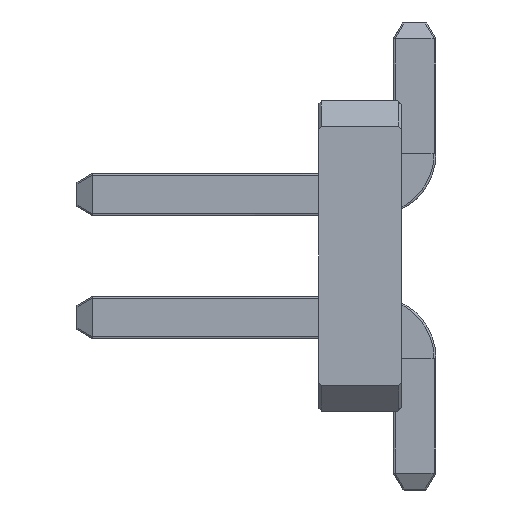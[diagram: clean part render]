
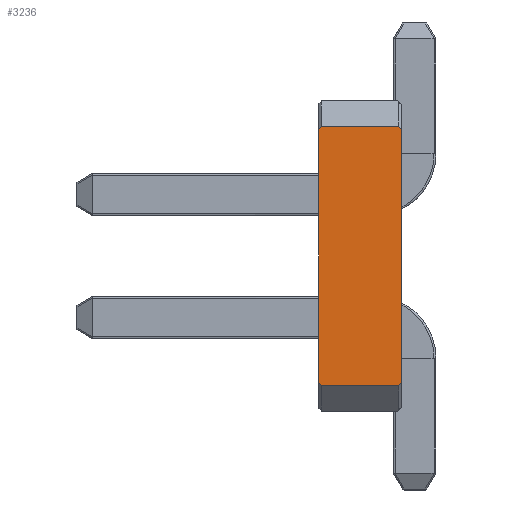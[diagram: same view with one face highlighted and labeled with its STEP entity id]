
A CAD part, left-side view. The second image highlights one B-rep face of the part: STEP entity #3236.
In plain terms, the highlighted planar face has unit normal (-1, 0, 0).
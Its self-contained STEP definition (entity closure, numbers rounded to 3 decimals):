
#18 = FACE_OUTER_BOUND ( 'NONE', #829, .T. ) ;
#34 = DIRECTION ( 'NONE',  ( 0., 0.577, -0.816 ) ) ;
#48 = CARTESIAN_POINT ( 'NONE',  ( -0.635, 0., -1.34 ) ) ;
#61 = VERTEX_POINT ( 'NONE', #3156 ) ;
#161 = CARTESIAN_POINT ( 'NONE',  ( -0.635, 0.025, 1.34 ) ) ;
#190 = EDGE_CURVE ( 'NONE', #2945, #61, #2204, .T. ) ;
#198 = VERTEX_POINT ( 'NONE', #2966 ) ;
#217 = CARTESIAN_POINT ( 'NONE',  ( -0.635, 1.008, -1.081 ) ) ;
#247 = VECTOR ( 'NONE', #1113, 1000. ) ;
#289 = LINE ( 'NONE', #2411, #1234 ) ;
#290 = PLANE ( 'NONE',  #294 ) ;
#294 = AXIS2_PLACEMENT_3D ( 'NONE', #2131, #3170, #809 ) ;
#375 = ORIENTED_EDGE ( 'NONE', *, *, #3148, .T. ) ;
#418 = DIRECTION ( 'NONE',  ( 0., -0.577, -0.816 ) ) ;
#419 = VECTOR ( 'NONE', #2520, 1000. ) ;
#486 = EDGE_CURVE ( 'NONE', #2698, #1974, #914, .T. ) ;
#511 = ORIENTED_EDGE ( 'NONE', *, *, #190, .F. ) ;
#525 = CARTESIAN_POINT ( 'NONE',  ( -0.635, 0., 1.305 ) ) ;
#590 = EDGE_CURVE ( 'NONE', #602, #1974, #2802, .T. ) ;
#602 = VERTEX_POINT ( 'NONE', #2069 ) ;
#659 = DIRECTION ( 'NONE',  ( 0., -0.577, 0.816 ) ) ;
#675 = ORIENTED_EDGE ( 'NONE', *, *, #2323, .T. ) ;
#692 = EDGE_CURVE ( 'NONE', #1443, #2698, #2409, .T. ) ;
#697 = CARTESIAN_POINT ( 'NONE',  ( -0.635, 0., -1.305 ) ) ;
#715 = DIRECTION ( 'NONE',  ( 0., 0.577, 0.816 ) ) ;
#760 = ORIENTED_EDGE ( 'NONE', *, *, #692, .T. ) ;
#788 = CARTESIAN_POINT ( 'NONE',  ( -0.635, 0.85, -1.305 ) ) ;
#809 = DIRECTION ( 'NONE',  ( 0., 0., -1. ) ) ;
#829 = EDGE_LOOP ( 'NONE', ( #511, #375, #2917, #1114, #760, #2157, #1491, #675 ) ) ;
#914 = LINE ( 'NONE', #3027, #2719 ) ;
#1113 = DIRECTION ( 'NONE',  ( 0., 0., 1. ) ) ;
#1114 = ORIENTED_EDGE ( 'NONE', *, *, #3062, .T. ) ;
#1234 = VECTOR ( 'NONE', #34, 1000. ) ;
#1443 = VERTEX_POINT ( 'NONE', #697 ) ;
#1459 = VECTOR ( 'NONE', #2510, 1000. ) ;
#1482 = CARTESIAN_POINT ( 'NONE',  ( -0.635, 0.85, -1.34 ) ) ;
#1491 = ORIENTED_EDGE ( 'NONE', *, *, #590, .F. ) ;
#1702 = CARTESIAN_POINT ( 'NONE',  ( -0.635, 0.85, -1.34 ) ) ;
#1942 = VERTEX_POINT ( 'NONE', #3226 ) ;
#1974 = VERTEX_POINT ( 'NONE', #161 ) ;
#2024 = LINE ( 'NONE', #2311, #2880 ) ;
#2069 = CARTESIAN_POINT ( 'NONE',  ( -0.635, 0.825, 1.34 ) ) ;
#2131 = CARTESIAN_POINT ( 'NONE',  ( -0.635, 0.85, -1.34 ) ) ;
#2157 = ORIENTED_EDGE ( 'NONE', *, *, #486, .T. ) ;
#2204 = LINE ( 'NONE', #1702, #1459 ) ;
#2311 = CARTESIAN_POINT ( 'NONE',  ( -0.635, 0.025, -1.34 ) ) ;
#2323 = EDGE_CURVE ( 'NONE', #602, #61, #289, .T. ) ;
#2409 = LINE ( 'NONE', #48, #247 ) ;
#2411 = CARTESIAN_POINT ( 'NONE',  ( -0.635, 1.008, 1.081 ) ) ;
#2510 = DIRECTION ( 'NONE',  ( 0., 0., 1. ) ) ;
#2520 = DIRECTION ( 'NONE',  ( 0., -1., 0. ) ) ;
#2532 = DIRECTION ( 'NONE',  ( 0., -1., 0. ) ) ;
#2551 = CARTESIAN_POINT ( 'NONE',  ( -0.635, 0.85, 1.34 ) ) ;
#2576 = LINE ( 'NONE', #217, #3047 ) ;
#2698 = VERTEX_POINT ( 'NONE', #525 ) ;
#2719 = VECTOR ( 'NONE', #715, 1000. ) ;
#2802 = LINE ( 'NONE', #2551, #3152 ) ;
#2868 = EDGE_CURVE ( 'NONE', #198, #1942, #3045, .T. ) ;
#2880 = VECTOR ( 'NONE', #659, 1000. ) ;
#2917 = ORIENTED_EDGE ( 'NONE', *, *, #2868, .T. ) ;
#2945 = VERTEX_POINT ( 'NONE', #788 ) ;
#2966 = CARTESIAN_POINT ( 'NONE',  ( -0.635, 0.825, -1.34 ) ) ;
#3027 = CARTESIAN_POINT ( 'NONE',  ( -0.635, 0.025, 1.34 ) ) ;
#3045 = LINE ( 'NONE', #1482, #419 ) ;
#3047 = VECTOR ( 'NONE', #418, 1000. ) ;
#3062 = EDGE_CURVE ( 'NONE', #1942, #1443, #2024, .T. ) ;
#3148 = EDGE_CURVE ( 'NONE', #2945, #198, #2576, .T. ) ;
#3152 = VECTOR ( 'NONE', #2532, 1000. ) ;
#3156 = CARTESIAN_POINT ( 'NONE',  ( -0.635, 0.85, 1.305 ) ) ;
#3170 = DIRECTION ( 'NONE',  ( 1., 0., 0. ) ) ;
#3226 = CARTESIAN_POINT ( 'NONE',  ( -0.635, 0.025, -1.34 ) ) ;
#3236 = ADVANCED_FACE ( 'NONE', ( #18 ), #290, .F. ) ;
